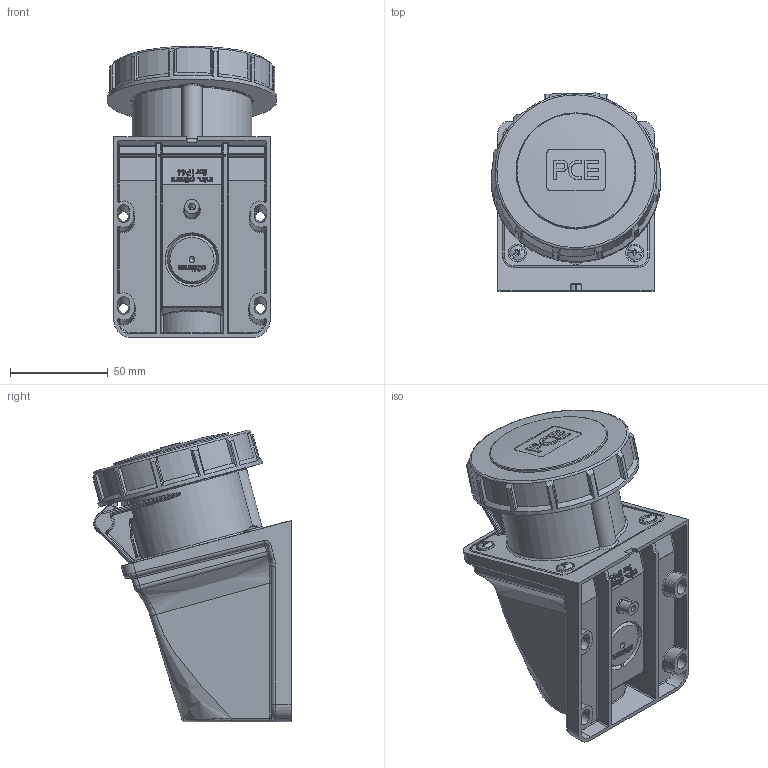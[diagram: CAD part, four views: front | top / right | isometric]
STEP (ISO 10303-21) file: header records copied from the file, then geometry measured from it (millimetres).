
FILE_DESCRIPTION (( 'STEP AP203' ), '1' );
FILE_NAME ('1152-6.STEP', '2017-12-21T10:51:38', ( '' ), ( '' ), 'SwSTEP 2.0', 'SolidWorks 2016', '' );
FILE_SCHEMA (( 'CONFIG_CONTROL_DESIGN' ));
Products named in the file (1): 1152-6
Bounding box: 86.95 x 101.47 x 149.18 mm (x, y, z)
Volume: 556524.3 mm3; surface area: 66851.6 mm2
Topology: 1 solids, 2 shells, 1304 faces, 3387 edges, 2113 vertices
Faces by surface type: plane 576, bspline 377, cylinder 208, cone 54, torus 52, sphere 37
Full cylindrical faces by diameter (mm): 9.3 x2, 25 x1, 61.4 x1, 87 x1
Entity records: 89400 total; most frequent: CARTESIAN_POINT 61780, ORIENTED_EDGE 6596, DIRECTION 4421, EDGE_CURVE 3298, VERTEX_POINT 2077, AXIS2_PLACEMENT_3D 1488, LINE 1445, VECTOR 1445
